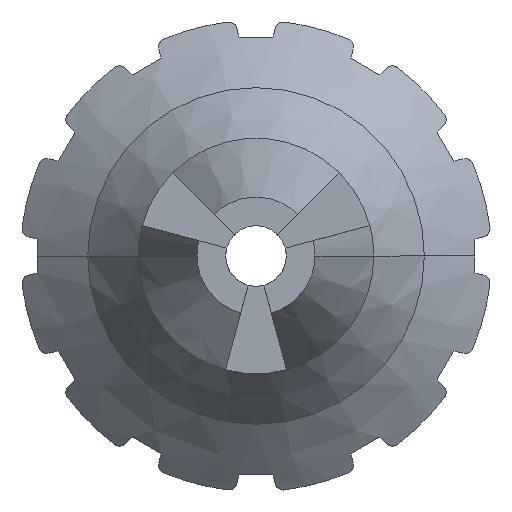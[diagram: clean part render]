
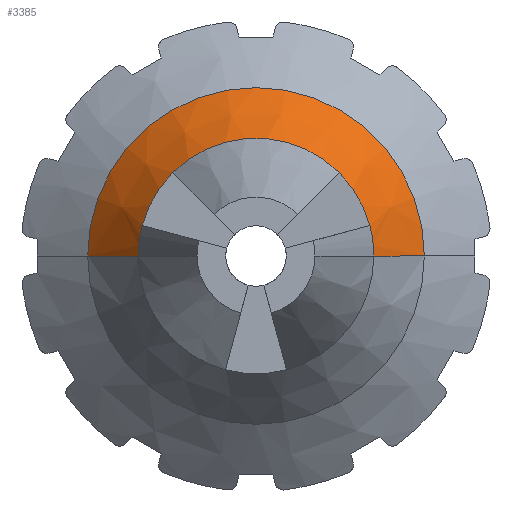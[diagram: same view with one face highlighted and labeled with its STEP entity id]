
A CAD part, left-side view. The second image highlights one B-rep face of the part: STEP entity #3385.
In plain terms, the highlighted conical face has half-angle 36.87 degrees and reference radius 0.75 mm.
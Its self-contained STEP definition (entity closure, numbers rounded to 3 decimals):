
#2787=CARTESIAN_POINT('POINT155',(-50.8,-6.761,
   1.812));
#2788=VERTEX_POINT('VERTEX155',#2787);
#2827=CARTESIAN_POINT('POINT159',(-50.8,4.95,
   4.95));
#2828=VERTEX_POINT('VERTEX159',#2827);
#2908=CARTESIAN_POINT('POINT166',(-50.8,-4.95,
   4.95));
#2909=VERTEX_POINT('VERTEX166',#2908);
#3071=CARTESIAN_POINT('POINT177',(-50.8,-7.,0.));
#3072=VERTEX_POINT('VERTEX177',#3071);
#3097=CARTESIAN_POINT('POINT178',(-46.8,-10.,
   0.));
#3098=VERTEX_POINT('VERTEX178',#3097);
#3105=CARTESIAN_POINT('POINT179',(-46.8,10.,
   0.));
#3106=VERTEX_POINT('VERTEX179',#3105);
#3137=CARTESIAN_POINT('POS292',(-50.8,0.,0.));
#3138=DIRECTION('DIR449',(1.,0.,0.));
#3139=DIRECTION('DIR450',(0.,-1.,0.));
#3140=AXIS2_PLACEMENT_3D('AXIS158',#3137,#3138,#3139);
#3141=CIRCLE('ELLIPSE69',#3140,7.);
#3142=EDGE_CURVE('EDGE266',#2788,#2909,#3141,.F.);
#3152=CARTESIAN_POINT('POS294',(-50.8,0.,0.));
#3153=DIRECTION('DIR453',(1.,0.,0.));
#3154=DIRECTION('DIR454',(0.,-1.,0.));
#3155=AXIS2_PLACEMENT_3D('AXIS160',#3152,#3153,#3154);
#3156=CIRCLE('ELLIPSE70',#3155,7.);
#3157=EDGE_CURVE('EDGE267',#2828,#2909,#3156,.T.);
#3170=CARTESIAN_POINT('POS296',(-46.8,0.,0.));
#3171=DIRECTION('DIR457',(-1.,0.,0.));
#3172=DIRECTION('DIR458',(0.,-1.,0.));
#3173=AXIS2_PLACEMENT_3D('AXIS162',#3170,#3171,#3172);
#3174=CIRCLE('ELLIPSE71',#3173,10.);
#3175=EDGE_CURVE('EDGE268',#3106,#3098,#3174,.F.);
#3189=CARTESIAN_POINT('POS298',(-50.8,0.,0.));
#3190=DIRECTION('DIR461',(1.,0.,0.));
#3191=DIRECTION('DIR462',(0.,-1.,0.));
#3192=AXIS2_PLACEMENT_3D('AXIS164',#3189,#3190,#3191);
#3193=CIRCLE('ELLIPSE72',#3192,7.);
#3194=EDGE_CURVE('EDGE269',#2788,#3072,#3193,.T.);
#3201=CARTESIAN_POINT('POINT180',(-50.8,6.761,
   1.812));
#3202=VERTEX_POINT('VERTEX180',#3201);
#3219=CARTESIAN_POINT('POS301',(-50.8,0.,0.));
#3220=DIRECTION('DIR466',(1.,0.,0.));
#3221=DIRECTION('DIR467',(0.,-1.,0.));
#3222=AXIS2_PLACEMENT_3D('AXIS166',#3219,#3220,#3221);
#3223=CIRCLE('ELLIPSE74',#3222,7.);
#3224=EDGE_CURVE('EDGE272',#2828,#3202,#3223,.F.);
#3332=CARTESIAN_POINT('POINT186',(-50.8,7.,
   0.));
#3333=VERTEX_POINT('VERTEX186',#3332);
#3341=CARTESIAN_POINT('POS315',(-50.8,7.,
   0.));
#3342=DIRECTION('DIR488',(0.8,0.6,0.));
#3343=VECTOR('VEC142',#3342,1.);
#3344=LINE('STRAIGHT142',#3341,#3343);
#3345=EDGE_CURVE('EDGE282',#3333,#3106,#3344,.T.);
#3348=CARTESIAN_POINT('POS316',(-50.8,-7.,
   0.));
#3349=DIRECTION('DIR489',(0.8,-0.6,0.));
#3350=VECTOR('VEC143',#3349,1.);
#3351=LINE('STRAIGHT143',#3348,#3350);
#3352=EDGE_CURVE('EDGE283',#3072,#3098,#3351,.T.);
#3364=ORIENTED_EDGE('COEDGE553',*,*,#3194,.T.);
#3365=ORIENTED_EDGE('COEDGE554',*,*,#3352,.T.);
#3366=ORIENTED_EDGE('COEDGE555',*,*,#3175,.F.);
#3367=ORIENTED_EDGE('COEDGE556',*,*,#3345,.F.);
#3368=CARTESIAN_POINT('POS318',(-50.8,0.,0.));
#3369=DIRECTION('DIR492',(1.,0.,0.));
#3370=DIRECTION('DIR493',(0.,-1.,0.));
#3371=AXIS2_PLACEMENT_3D('AXIS175',#3368,#3369,#3370);
#3372=CIRCLE('ELLIPSE78',#3371,7.);
#3373=EDGE_CURVE('EDGE284',#3333,#3202,#3372,.T.);
#3374=ORIENTED_EDGE('COEDGE557',*,*,#3373,.T.);
#3375=ORIENTED_EDGE('COEDGE558',*,*,#3224,.F.);
#3376=ORIENTED_EDGE('COEDGE559',*,*,#3157,.T.);
#3377=ORIENTED_EDGE('COEDGE560',*,*,#3142,.F.);
#3378=EDGE_LOOP('NONE',(#3364,#3365,#3366,#3367,#3374,#3375,#3376,#3377)
   );
#3379=FACE_BOUND('LOOP1',#3378,.T.);
#3380=CARTESIAN_POINT('POS319',(-59.133,0.,0.
   ));
#3381=DIRECTION('DIR494',(1.,0.,0.));
#3382=DIRECTION('DIR495',(0.,-1.,0.));
#3383=AXIS2_PLACEMENT_3D('AXIS176',#3380,#3381,#3382);
#3384=CONICAL_SURFACE('CONE_SURF50',#3383,0.75,0.644
   );
#3385=ADVANCED_FACE('FACE99',(#3379),#3384,.T.);
